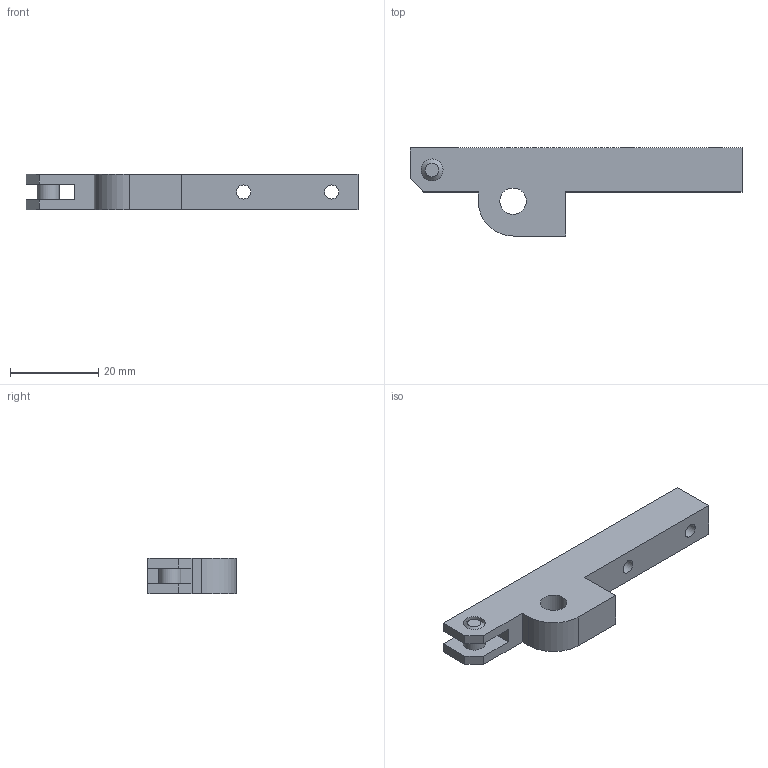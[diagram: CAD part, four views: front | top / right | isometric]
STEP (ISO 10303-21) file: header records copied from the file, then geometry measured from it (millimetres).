
FILE_DESCRIPTION(('FreeCAD Model'),'2;1');
FILE_NAME('CE_Doigt.step', '2018-12-29T11:03:37',('Author'),(''), 'Open CASCADE STEP processor 7.2','FreeCAD','Unknown');
FILE_SCHEMA(('AUTOMOTIVE_DESIGN_CC2 { 1 2 10303 214 -1 1 5 4 }'));
Length unit declared in the file: millimetre
Products named in the file (2): Doigt_step1_01; Axe_court__step1_01
Bounding box: 75.4 x 20 x 8 mm (x, y, z)
Volume: 6773.8 mm3; surface area: 3890.1 mm2
Topology: 2 solids, 2 shells, 27 faces, 78 edges, 55 vertices
Faces by surface type: plane 18, cylinder 7, cone 2
Full cylindrical faces by diameter (mm): 3.2 x2, 5 x3, 6 x1
Entity records: 2024 total; most frequent: CARTESIAN_POINT 395, DIRECTION 304, LINE 184, VECTOR 184, ORIENTED_EDGE 156, PCURVE 156, DEFINITIONAL_REPRESENTATION 156, EDGE_CURVE 78
